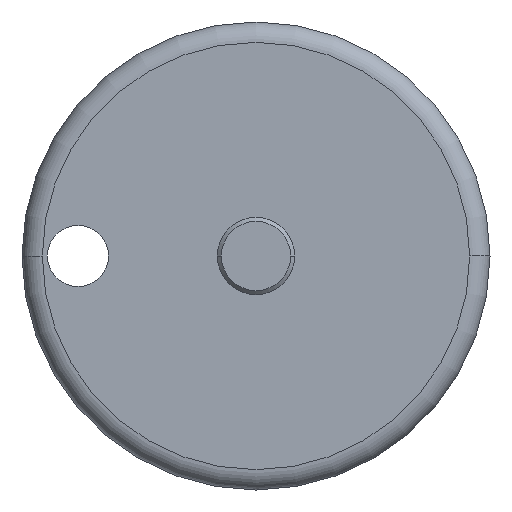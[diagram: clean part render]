
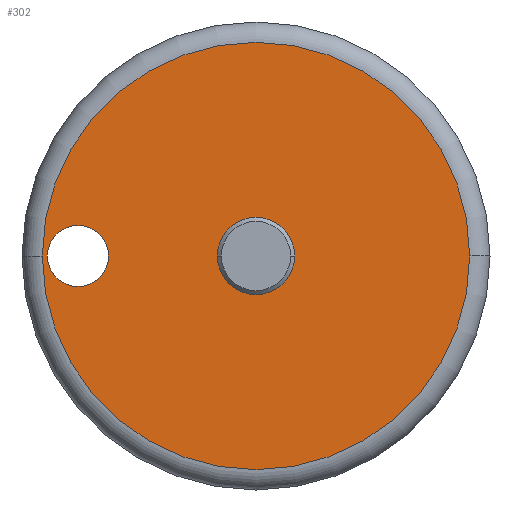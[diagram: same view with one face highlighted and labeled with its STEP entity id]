
A CAD part, left-side view. The second image highlights one B-rep face of the part: STEP entity #302.
In plain terms, the highlighted planar face has unit normal (-1, 0, 0).
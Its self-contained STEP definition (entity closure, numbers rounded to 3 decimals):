
#13 = PLANE ( 'NONE',  #357 ) ;
#19 = ORIENTED_EDGE ( 'NONE', *, *, #737, .F. ) ;
#31 = EDGE_CURVE ( 'NONE', #954, #175, #834, .T. ) ;
#46 = ORIENTED_EDGE ( 'NONE', *, *, #31, .T. ) ;
#62 = AXIS2_PLACEMENT_3D ( 'NONE', #515, #837, #753 ) ;
#65 = ORIENTED_EDGE ( 'NONE', *, *, #172, .F. ) ;
#70 = CARTESIAN_POINT ( 'NONE',  ( -82.681, -9.779, 0. ) ) ;
#72 = DIRECTION ( 'NONE',  ( 0., 1., 0. ) ) ;
#107 = DIRECTION ( 'NONE',  ( 0., 1., 0. ) ) ;
#127 = AXIS2_PLACEMENT_3D ( 'NONE', #926, #297, #107 ) ;
#141 = EDGE_CURVE ( 'NONE', #370, #276, #197, .T. ) ;
#145 = VERTEX_POINT ( 'NONE', #870 ) ;
#167 = CARTESIAN_POINT ( 'NONE',  ( -82.681, 0.721, 0. ) ) ;
#172 = EDGE_CURVE ( 'NONE', #682, #145, #868, .T. ) ;
#175 = VERTEX_POINT ( 'NONE', #70 ) ;
#177 = CARTESIAN_POINT ( 'NONE',  ( -82.681, 11.221, 0. ) ) ;
#197 = CIRCLE ( 'NONE', #548, 1.5 ) ;
#205 = ORIENTED_EDGE ( 'NONE', *, *, #141, .T. ) ;
#215 = ORIENTED_EDGE ( 'NONE', *, *, #568, .T. ) ;
#228 = CIRCLE ( 'NONE', #959, 1.9 ) ;
#237 = FACE_BOUND ( 'NONE', #667, .T. ) ;
#253 = CIRCLE ( 'NONE', #127, 1.5 ) ;
#276 = VERTEX_POINT ( 'NONE', #578 ) ;
#297 = DIRECTION ( 'NONE',  ( 1., 0., 0. ) ) ;
#302 = ADVANCED_FACE ( 'NONE', ( #237, #903, #636 ), #13, .F. ) ;
#308 = DIRECTION ( 'NONE',  ( 0., -1., 0. ) ) ;
#340 = CARTESIAN_POINT ( 'NONE',  ( -82.681, 12.221, 0. ) ) ;
#350 = CIRCLE ( 'NONE', #714, 10.5 ) ;
#357 = AXIS2_PLACEMENT_3D ( 'NONE', #340, #968, #651 ) ;
#359 = EDGE_CURVE ( 'NONE', #276, #370, #253, .T. ) ;
#370 = VERTEX_POINT ( 'NONE', #425 ) ;
#379 = DIRECTION ( 'NONE',  ( 0., 1., 0. ) ) ;
#399 = DIRECTION ( 'NONE',  ( -1., 0., 0. ) ) ;
#425 = CARTESIAN_POINT ( 'NONE',  ( -82.681, 7.971, 0. ) ) ;
#499 = CARTESIAN_POINT ( 'NONE',  ( -82.681, 0.721, 0. ) ) ;
#515 = CARTESIAN_POINT ( 'NONE',  ( -82.681, 0.721, 0. ) ) ;
#529 = EDGE_LOOP ( 'NONE', ( #46, #215 ) ) ;
#548 = AXIS2_PLACEMENT_3D ( 'NONE', #863, #962, #379 ) ;
#568 = EDGE_CURVE ( 'NONE', #175, #954, #350, .T. ) ;
#578 = CARTESIAN_POINT ( 'NONE',  ( -82.681, 10.971, 0. ) ) ;
#636 = FACE_BOUND ( 'NONE', #762, .T. ) ;
#651 = DIRECTION ( 'NONE',  ( 0., 1., 0. ) ) ;
#667 = EDGE_LOOP ( 'NONE', ( #958, #205 ) ) ;
#682 = VERTEX_POINT ( 'NONE', #961 ) ;
#694 = AXIS2_PLACEMENT_3D ( 'NONE', #1029, #1040, #308 ) ;
#714 = AXIS2_PLACEMENT_3D ( 'NONE', #167, #399, #72 ) ;
#737 = EDGE_CURVE ( 'NONE', #145, #682, #228, .T. ) ;
#750 = DIRECTION ( 'NONE',  ( 0., -1., 0. ) ) ;
#753 = DIRECTION ( 'NONE',  ( 0., 1., 0. ) ) ;
#762 = EDGE_LOOP ( 'NONE', ( #65, #19 ) ) ;
#834 = CIRCLE ( 'NONE', #62, 10.5 ) ;
#837 = DIRECTION ( 'NONE',  ( -1., 0., 0. ) ) ;
#863 = CARTESIAN_POINT ( 'NONE',  ( -82.681, 9.471, 0. ) ) ;
#868 = CIRCLE ( 'NONE', #694, 1.9 ) ;
#870 = CARTESIAN_POINT ( 'NONE',  ( -82.681, 2.621, 0. ) ) ;
#900 = DIRECTION ( 'NONE',  ( -1., 0., 0. ) ) ;
#903 = FACE_OUTER_BOUND ( 'NONE', #529, .T. ) ;
#926 = CARTESIAN_POINT ( 'NONE',  ( -82.681, 9.471, 0. ) ) ;
#954 = VERTEX_POINT ( 'NONE', #177 ) ;
#958 = ORIENTED_EDGE ( 'NONE', *, *, #359, .T. ) ;
#959 = AXIS2_PLACEMENT_3D ( 'NONE', #499, #900, #750 ) ;
#961 = CARTESIAN_POINT ( 'NONE',  ( -82.681, -1.179, 0. ) ) ;
#962 = DIRECTION ( 'NONE',  ( 1., 0., 0. ) ) ;
#968 = DIRECTION ( 'NONE',  ( 1., 0., 0. ) ) ;
#1029 = CARTESIAN_POINT ( 'NONE',  ( -82.681, 0.721, 0. ) ) ;
#1040 = DIRECTION ( 'NONE',  ( -1., 0., 0. ) ) ;
